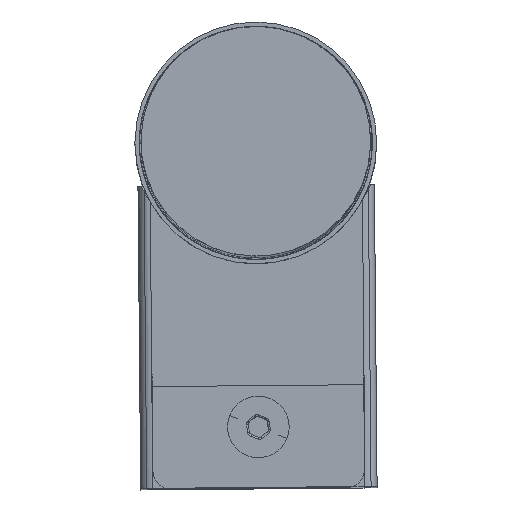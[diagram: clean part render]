
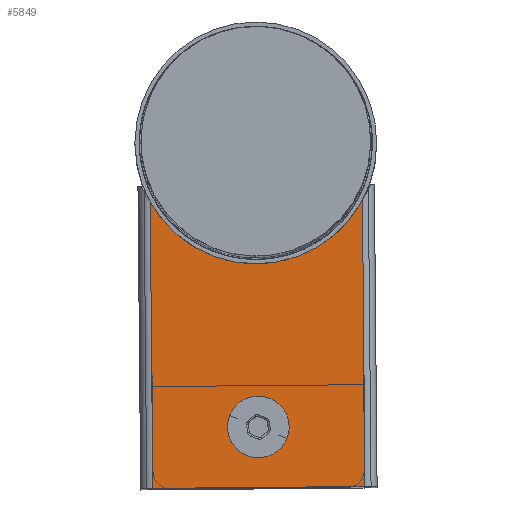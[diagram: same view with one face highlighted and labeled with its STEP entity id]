
A CAD part, top view. The second image highlights one B-rep face of the part: STEP entity #5849.
In plain terms, the highlighted face is planar.
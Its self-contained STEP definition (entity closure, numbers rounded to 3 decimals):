
#498 = EDGE_CURVE ( 'NONE', #1654, #28037, #30052, .T. ) ;
#1016 = ORIENTED_EDGE ( 'NONE', *, *, #33724, .T. ) ;
#1094 = DIRECTION ( 'NONE',  ( -1., 0., 0. ) ) ;
#1181 = CARTESIAN_POINT ( 'NONE',  ( 88.147, 0., 182. ) ) ;
#1321 = DIRECTION ( 'NONE',  ( 0., 1., 0. ) ) ;
#1590 = VECTOR ( 'NONE', #1321, 1000. ) ;
#1654 = VERTEX_POINT ( 'NONE', #22336 ) ;
#2522 = CARTESIAN_POINT ( 'NONE',  ( 88.147, -15., 197.057 ) ) ;
#3871 = VERTEX_POINT ( 'NONE', #22159 ) ;
#3912 = AXIS2_PLACEMENT_3D ( 'NONE', #28225, #1094, #4675 ) ;
#4675 = DIRECTION ( 'NONE',  ( 0., 0., 1. ) ) ;
#4782 = CARTESIAN_POINT ( 'NONE',  ( 88.147, -25., 217.114 ) ) ;
#5849 = ADVANCED_FACE ( 'NONE', ( #16668, #12401 ), #34712, .F. ) ;
#6518 = CARTESIAN_POINT ( 'NONE',  ( 88.147, 32., 199.557 ) ) ;
#6619 = ORIENTED_EDGE ( 'NONE', *, *, #24354, .F. ) ;
#8478 = VERTEX_POINT ( 'NONE', #20972 ) ;
#11232 = AXIS2_PLACEMENT_3D ( 'NONE', #31575, #18425, #12346 ) ;
#11283 = EDGE_CURVE ( 'NONE', #3871, #8478, #23275, .T. ) ;
#12346 = DIRECTION ( 'NONE',  ( 0., 0., -1. ) ) ;
#12401 = FACE_OUTER_BOUND ( 'NONE', #24402, .T. ) ;
#12598 = CARTESIAN_POINT ( 'NONE',  ( 88.147, -25., 380.557 ) ) ;
#13319 = DIRECTION ( 'NONE',  ( 0., 0., 1. ) ) ;
#16507 = ORIENTED_EDGE ( 'NONE', *, *, #20911, .F. ) ;
#16668 = FACE_BOUND ( 'NONE', #30110, .T. ) ;
#16980 = LINE ( 'NONE', #1181, #1590 ) ;
#17937 = VERTEX_POINT ( 'NONE', #4782 ) ;
#18425 = DIRECTION ( 'NONE',  ( 1., 0., 0. ) ) ;
#20911 = EDGE_CURVE ( 'NONE', #28037, #1654, #29801, .T. ) ;
#20972 = CARTESIAN_POINT ( 'NONE',  ( 88.147, 22.421, 217.114 ) ) ;
#22159 = CARTESIAN_POINT ( 'NONE',  ( 88.147, 22.421, 182. ) ) ;
#22336 = CARTESIAN_POINT ( 'NONE',  ( 88.147, -15., 202.057 ) ) ;
#22824 = DIRECTION ( 'NONE',  ( 0., 0., 1. ) ) ;
#23275 = CIRCLE ( 'NONE', #24164, 20. ) ;
#24164 = AXIS2_PLACEMENT_3D ( 'NONE', #6518, #33590, #13319 ) ;
#24354 = EDGE_CURVE ( 'NONE', #17937, #8478, #34970, .T. ) ;
#24402 = EDGE_LOOP ( 'NONE', ( #6619, #41319, #1016, #24652 ) ) ;
#24652 = ORIENTED_EDGE ( 'NONE', *, *, #11283, .T. ) ;
#24882 = CARTESIAN_POINT ( 'NONE',  ( 88.147, 0., 217.114 ) ) ;
#28037 = VERTEX_POINT ( 'NONE', #2522 ) ;
#28225 = CARTESIAN_POINT ( 'NONE',  ( 88.147, 0., 199.557 ) ) ;
#28505 = LINE ( 'NONE', #12598, #29064 ) ;
#29008 = CARTESIAN_POINT ( 'NONE',  ( 88.147, -15., 199.557 ) ) ;
#29064 = VECTOR ( 'NONE', #22824, 1000. ) ;
#29801 = CIRCLE ( 'NONE', #41643, 2.5 ) ;
#30052 = CIRCLE ( 'NONE', #11232, 2.5 ) ;
#30055 = VERTEX_POINT ( 'NONE', #36855 ) ;
#30110 = EDGE_LOOP ( 'NONE', ( #16507, #42827 ) ) ;
#31575 = CARTESIAN_POINT ( 'NONE',  ( 88.147, -15., 199.557 ) ) ;
#31971 = DIRECTION ( 'NONE',  ( 0., 1., 0. ) ) ;
#32395 = DIRECTION ( 'NONE',  ( 1., 0., 0. ) ) ;
#33590 = DIRECTION ( 'NONE',  ( -1., 0., 0. ) ) ;
#33724 = EDGE_CURVE ( 'NONE', #30055, #3871, #16980, .T. ) ;
#34712 = PLANE ( 'NONE',  #3912 ) ;
#34970 = LINE ( 'NONE', #24882, #35487 ) ;
#35487 = VECTOR ( 'NONE', #31971, 1000. ) ;
#36640 = EDGE_CURVE ( 'NONE', #30055, #17937, #28505, .T. ) ;
#36833 = DIRECTION ( 'NONE',  ( 0., 0., -1. ) ) ;
#36855 = CARTESIAN_POINT ( 'NONE',  ( 88.147, -25., 182. ) ) ;
#41319 = ORIENTED_EDGE ( 'NONE', *, *, #36640, .F. ) ;
#41643 = AXIS2_PLACEMENT_3D ( 'NONE', #29008, #32395, #36833 ) ;
#42827 = ORIENTED_EDGE ( 'NONE', *, *, #498, .F. ) ;
